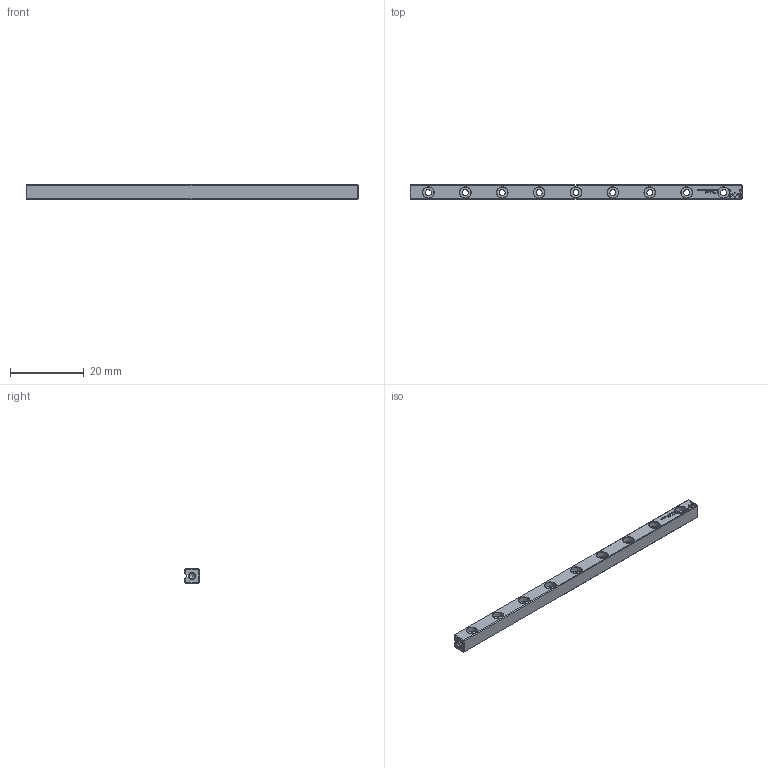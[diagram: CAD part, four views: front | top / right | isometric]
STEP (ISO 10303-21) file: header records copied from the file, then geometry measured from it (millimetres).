
FILE_DESCRIPTION(/* description */ (''),/* implementation_level */ '2;1');
FILE_NAME(/* name */ 'RSD_1590_stp.stp',/* time_stamp */ '2025-06-03T12:13:02+02:00',/* author */ (''),/* organization */ (''),/* preprocessor_version */ 'ST-DEVELOPER v16.7',/* originating_system */ 'SIEMENS PLM Software NX 12.0',/* authorisation */ '');
FILE_SCHEMA (('AUTOMOTIVE_DESIGN { 1 0 10303 214 3 1 1 1 }'));
Length unit declared in the file: millimetre
Products named in the file (1): RSD_1590_stp
Bounding box: 90 x 3.9 x 4 mm (x, y, z)
Volume: 1181.8 mm3; surface area: 1742.4 mm2
Topology: 1 solids, 1 shells, 376 faces, 975 edges, 643 vertices
Faces by surface type: plane 242, bspline 90, cylinder 22, cone 22
Full cylindrical faces by diameter (mm): 1.5 x2, 1.6 x9, 2 x2, 3 x9
Entity records: 13528 total; most frequent: CARTESIAN_POINT 3177, ORIENTED_EDGE 1820, DIRECTION 1358, EDGE_CURVE 910, LINE 660, VECTOR 660, VERTEX_POINT 624, EDGE_LOOP 480
